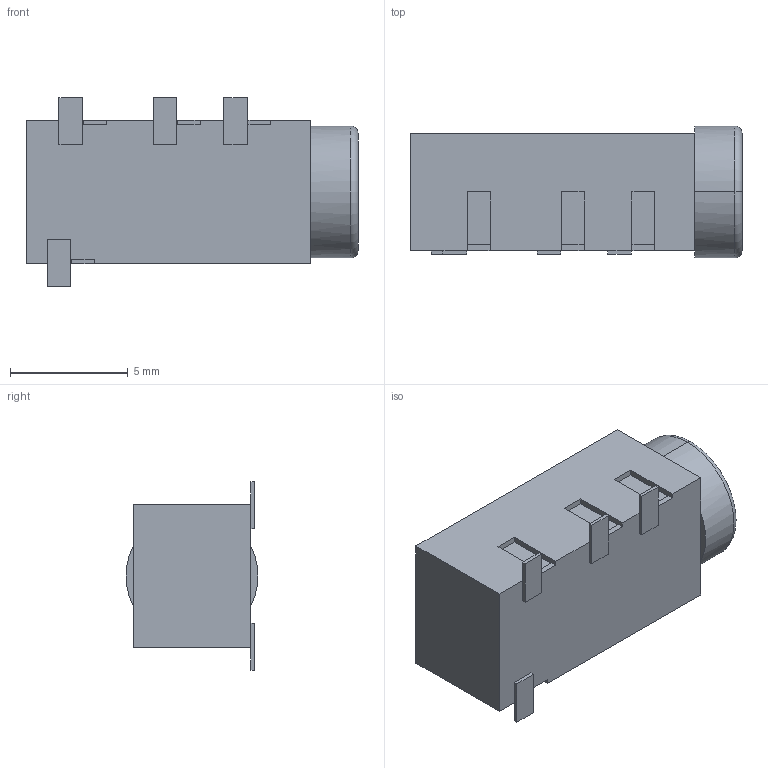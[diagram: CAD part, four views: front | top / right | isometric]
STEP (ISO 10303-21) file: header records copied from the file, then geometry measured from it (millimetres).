
FILE_DESCRIPTION (( 'STEP AP214' ), '1' );
FILE_NAME ('12639.STEP', '2024-11-23T19:06:12', ( '' ), ( '' ), 'SwSTEP 2.0', 'SolidWorks 2024', '' );
FILE_SCHEMA (( 'AUTOMOTIVE_DESIGN' ));
Length unit declared in the file: millimetre
Products named in the file (1): 12639
Bounding box: 14.1 x 5.6 x 8 mm (x, y, z)
Volume: 271.8 mm3; surface area: 561.1 mm2
Topology: 4 solids, 4 shells, 103 faces, 265 edges, 172 vertices
Faces by surface type: plane 89, cylinder 12, torus 2
Entity records: 4286 total; most frequent: CARTESIAN_POINT 577, ORIENTED_EDGE 530, DIRECTION 497, EDGE_CURVE 265, VECTOR 225, LINE 225, VERTEX_POINT 172, AXIS2_PLACEMENT_3D 136
